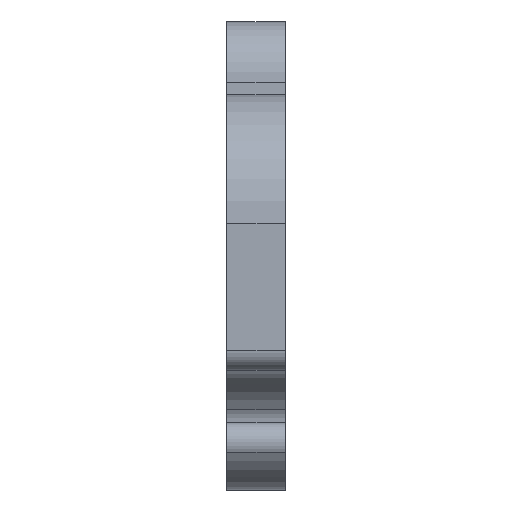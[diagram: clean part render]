
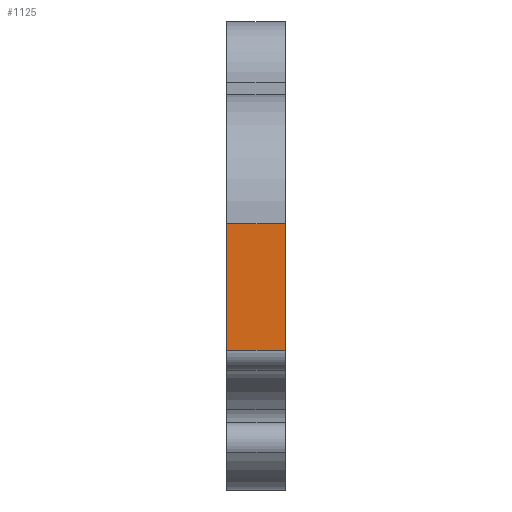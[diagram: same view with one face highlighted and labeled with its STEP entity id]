
A CAD part, left-side view. The second image highlights one B-rep face of the part: STEP entity #1125.
In plain terms, the highlighted planar face has unit normal (-1, 0, 0).
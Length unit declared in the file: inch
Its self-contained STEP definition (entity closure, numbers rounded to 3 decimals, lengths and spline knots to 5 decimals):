
#74 = DIRECTION ( 'NONE',  ( 0., 0., 1. ) ) ;
#92 = VERTEX_POINT ( 'NONE', #279 ) ;
#148 = EDGE_CURVE ( 'NONE', #636, #253, #550, .T. ) ;
#230 = LINE ( 'NONE', #507, #1025 ) ;
#251 = CARTESIAN_POINT ( 'NONE',  ( -1.15, 0.125, -0.45 ) ) ;
#253 = VERTEX_POINT ( 'NONE', #714 ) ;
#279 = CARTESIAN_POINT ( 'NONE',  ( -1.15, 0.125, -0.29479 ) ) ;
#290 = EDGE_CURVE ( 'NONE', #92, #636, #1381, .T. ) ;
#301 = EDGE_CURVE ( 'NONE', #253, #504, #230, .T. ) ;
#360 = LINE ( 'NONE', #251, #688 ) ;
#384 = EDGE_LOOP ( 'NONE', ( #722, #862, #1036, #1072 ) ) ;
#428 = FACE_OUTER_BOUND ( 'NONE', #384, .T. ) ;
#456 = VECTOR ( 'NONE', #581, 39.37008 ) ;
#504 = VERTEX_POINT ( 'NONE', #942 ) ;
#506 = AXIS2_PLACEMENT_3D ( 'NONE', #1404, #1400, #1469 ) ;
#507 = CARTESIAN_POINT ( 'NONE',  ( -1.15, 0.125, -0.0249 ) ) ;
#510 = DIRECTION ( 'NONE',  ( 0., 1., 0. ) ) ;
#550 = LINE ( 'NONE', #1167, #1120 ) ;
#581 = DIRECTION ( 'NONE',  ( 0., -1., 0. ) ) ;
#590 = CARTESIAN_POINT ( 'NONE',  ( -1.15, 0.125, -0.29479 ) ) ;
#636 = VERTEX_POINT ( 'NONE', #1504 ) ;
#688 = VECTOR ( 'NONE', #74, 39.37008 ) ;
#714 = CARTESIAN_POINT ( 'NONE',  ( -1.15, 0., -0.0249 ) ) ;
#722 = ORIENTED_EDGE ( 'NONE', *, *, #1262, .F. ) ;
#862 = ORIENTED_EDGE ( 'NONE', *, *, #290, .T. ) ;
#942 = CARTESIAN_POINT ( 'NONE',  ( -1.15, 0.125, -0.0249 ) ) ;
#1009 = PLANE ( 'NONE',  #506 ) ;
#1025 = VECTOR ( 'NONE', #510, 39.37008 ) ;
#1036 = ORIENTED_EDGE ( 'NONE', *, *, #148, .T. ) ;
#1072 = ORIENTED_EDGE ( 'NONE', *, *, #301, .T. ) ;
#1120 = VECTOR ( 'NONE', #1173, 39.37008 ) ;
#1125 = ADVANCED_FACE ( 'NONE', ( #428 ), #1009, .F. ) ;
#1167 = CARTESIAN_POINT ( 'NONE',  ( -1.15, 0., -0.45 ) ) ;
#1173 = DIRECTION ( 'NONE',  ( 0., 0., 1. ) ) ;
#1262 = EDGE_CURVE ( 'NONE', #92, #504, #360, .T. ) ;
#1381 = LINE ( 'NONE', #590, #456 ) ;
#1400 = DIRECTION ( 'NONE',  ( 1., 0., 0. ) ) ;
#1404 = CARTESIAN_POINT ( 'NONE',  ( -1.15, 0.125, -0.45 ) ) ;
#1469 = DIRECTION ( 'NONE',  ( 0., 0., -1. ) ) ;
#1504 = CARTESIAN_POINT ( 'NONE',  ( -1.15, 0., -0.29479 ) ) ;
